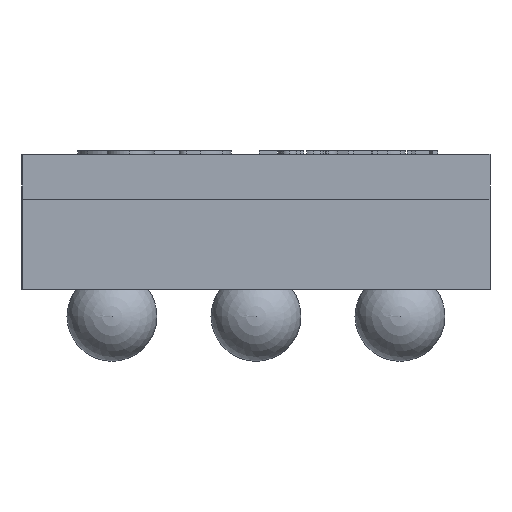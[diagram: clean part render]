
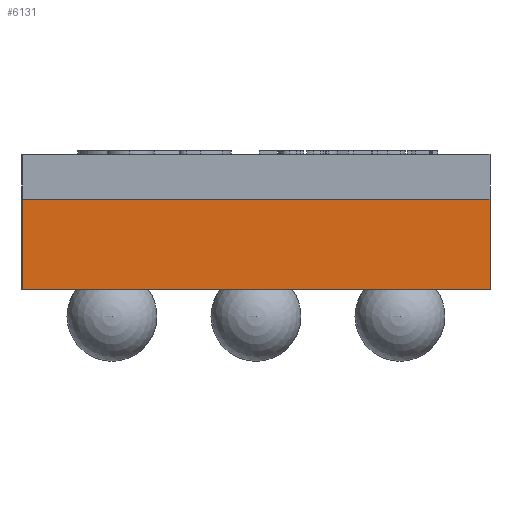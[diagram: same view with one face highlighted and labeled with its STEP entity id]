
A CAD part, front view. The second image highlights one B-rep face of the part: STEP entity #6131.
In plain terms, the highlighted planar face has unit normal (0, -1, 0).
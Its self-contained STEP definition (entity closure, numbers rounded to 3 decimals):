
#159 = ORIENTED_EDGE ( 'NONE', *, *, #7230, .F. ) ;
#495 = DIRECTION ( 'NONE',  ( 0., 0., -1. ) ) ;
#524 = AXIS2_PLACEMENT_3D ( 'NONE', #11092, #1729, #3969 ) ;
#551 = ORIENTED_EDGE ( 'NONE', *, *, #3797, .T. ) ;
#702 = DIRECTION ( 'NONE',  ( 0., 0., -1. ) ) ;
#724 = VECTOR ( 'NONE', #702, 1000. ) ;
#1729 = DIRECTION ( 'NONE',  ( 0., 1., 0. ) ) ;
#2067 = ORIENTED_EDGE ( 'NONE', *, *, #6133, .T. ) ;
#2329 = EDGE_CURVE ( 'NONE', #2497, #5723, #9507, .T. ) ;
#2497 = VERTEX_POINT ( 'NONE', #10332 ) ;
#3557 = CARTESIAN_POINT ( 'NONE',  ( 0.65, -1.127, 0.25 ) ) ;
#3694 = VERTEX_POINT ( 'NONE', #4996 ) ;
#3797 = EDGE_CURVE ( 'NONE', #3694, #4863, #5275, .T. ) ;
#3969 = DIRECTION ( 'NONE',  ( 0., 0., 1. ) ) ;
#4226 = DIRECTION ( 'NONE',  ( 1., 0., 0. ) ) ;
#4863 = VERTEX_POINT ( 'NONE', #8989 ) ;
#4996 = CARTESIAN_POINT ( 'NONE',  ( -0.65, -1.127, 0. ) ) ;
#5220 = VECTOR ( 'NONE', #7625, 1000. ) ;
#5275 = LINE ( 'NONE', #11741, #12517 ) ;
#5723 = VERTEX_POINT ( 'NONE', #7306 ) ;
#5909 = LINE ( 'NONE', #5967, #724 ) ;
#5967 = CARTESIAN_POINT ( 'NONE',  ( -0.65, -1.127, 0.25 ) ) ;
#6131 = ADVANCED_FACE ( 'NONE', ( #11021 ), #11161, .F. ) ;
#6133 = EDGE_CURVE ( 'NONE', #2497, #3694, #5909, .T. ) ;
#7230 = EDGE_CURVE ( 'NONE', #5723, #4863, #12873, .T. ) ;
#7306 = CARTESIAN_POINT ( 'NONE',  ( 0.65, -1.127, 0.25 ) ) ;
#7625 = DIRECTION ( 'NONE',  ( 1., 0., 0. ) ) ;
#8200 = VECTOR ( 'NONE', #495, 1000. ) ;
#8242 = EDGE_LOOP ( 'NONE', ( #551, #159, #9942, #2067 ) ) ;
#8989 = CARTESIAN_POINT ( 'NONE',  ( 0.65, -1.127, 0. ) ) ;
#9507 = LINE ( 'NONE', #10618, #5220 ) ;
#9942 = ORIENTED_EDGE ( 'NONE', *, *, #2329, .F. ) ;
#10332 = CARTESIAN_POINT ( 'NONE',  ( -0.65, -1.127, 0.25 ) ) ;
#10618 = CARTESIAN_POINT ( 'NONE',  ( -0.65, -1.127, 0.25 ) ) ;
#11021 = FACE_OUTER_BOUND ( 'NONE', #8242, .T. ) ;
#11092 = CARTESIAN_POINT ( 'NONE',  ( -0.65, -1.127, 0.25 ) ) ;
#11161 = PLANE ( 'NONE',  #524 ) ;
#11741 = CARTESIAN_POINT ( 'NONE',  ( -0.65, -1.127, 0. ) ) ;
#12517 = VECTOR ( 'NONE', #4226, 1000. ) ;
#12873 = LINE ( 'NONE', #3557, #8200 ) ;
